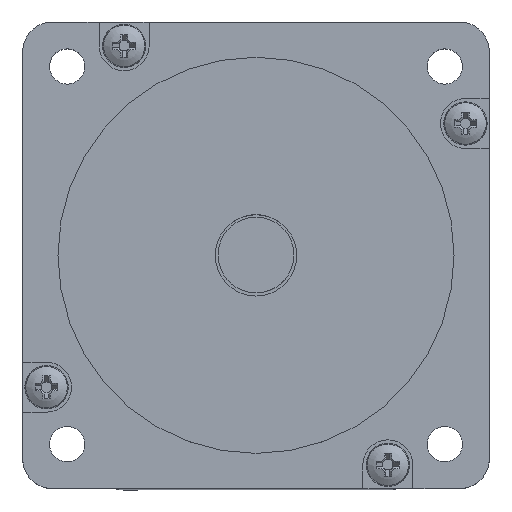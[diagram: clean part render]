
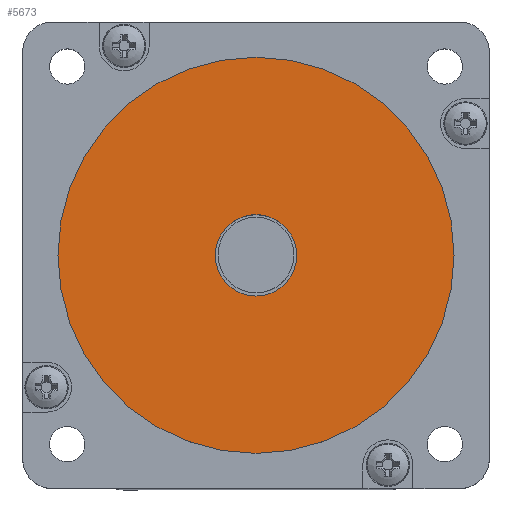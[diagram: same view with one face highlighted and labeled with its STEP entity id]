
A CAD part, top view. The second image highlights one B-rep face of the part: STEP entity #5673.
In plain terms, the highlighted planar face has unit normal (0, 0, 1).
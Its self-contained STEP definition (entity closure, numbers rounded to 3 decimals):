
#217=FACE_BOUND('',#769,.T.);
#262=PLANE('',#6088);
#442=FACE_OUTER_BOUND('',#768,.T.);
#768=EDGE_LOOP('',(#3893));
#769=EDGE_LOOP('',(#3894,#3895));
#1801=CIRCLE('',#5962,7.5);
#1802=CIRCLE('',#5963,7.5);
#1872=CIRCLE('',#6087,36.5);
#2154=VERTEX_POINT('',#8378);
#2155=VERTEX_POINT('',#8379);
#2281=VERTEX_POINT('',#8741);
#2721=EDGE_CURVE('',#2154,#2155,#1801,.T.);
#2722=EDGE_CURVE('',#2155,#2154,#1802,.T.);
#2903=EDGE_CURVE('',#2281,#2281,#1872,.T.);
#3893=ORIENTED_EDGE('',*,*,#2903,.F.);
#3894=ORIENTED_EDGE('',*,*,#2721,.T.);
#3895=ORIENTED_EDGE('',*,*,#2722,.T.);
#5673=ADVANCED_FACE('',(#442,#217),#262,.F.);
#5962=AXIS2_PLACEMENT_3D('',#8380,#6642,#6643);
#5963=AXIS2_PLACEMENT_3D('',#8381,#6644,#6645);
#6087=AXIS2_PLACEMENT_3D('',#8742,#7003,#7004);
#6088=AXIS2_PLACEMENT_3D('',#8744,#7006,#7007);
#6642=DIRECTION('center_axis',(0.,0.,-1.));
#6643=DIRECTION('ref_axis',(1.,0.,0.));
#6644=DIRECTION('center_axis',(0.,0.,-1.));
#6645=DIRECTION('ref_axis',(1.,0.,0.));
#7003=DIRECTION('center_axis',(0.,0.,-1.));
#7004=DIRECTION('ref_axis',(-1.,0.,0.));
#7006=DIRECTION('center_axis',(0.,0.,-1.));
#7007=DIRECTION('ref_axis',(-1.,0.,0.));
#8378=CARTESIAN_POINT('',(7.5,0.,17.12));
#8379=CARTESIAN_POINT('',(-7.5,0.,17.12));
#8380=CARTESIAN_POINT('Origin',(0.,0.,17.12));
#8381=CARTESIAN_POINT('Origin',(0.,0.,17.12));
#8741=CARTESIAN_POINT('',(36.5,0.,17.12));
#8742=CARTESIAN_POINT('Origin',(0.,0.,17.12));
#8744=CARTESIAN_POINT('Origin',(0.,0.,17.12));
